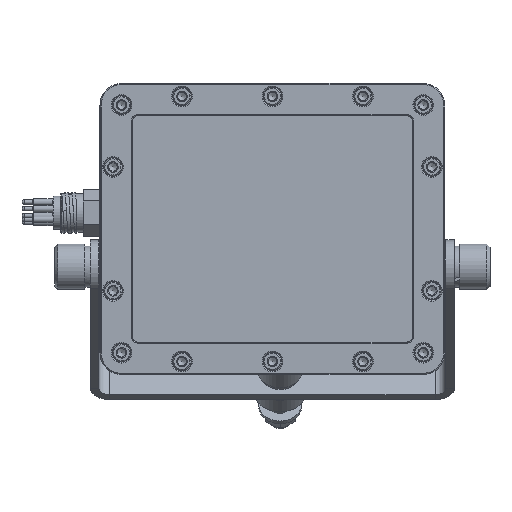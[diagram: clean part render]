
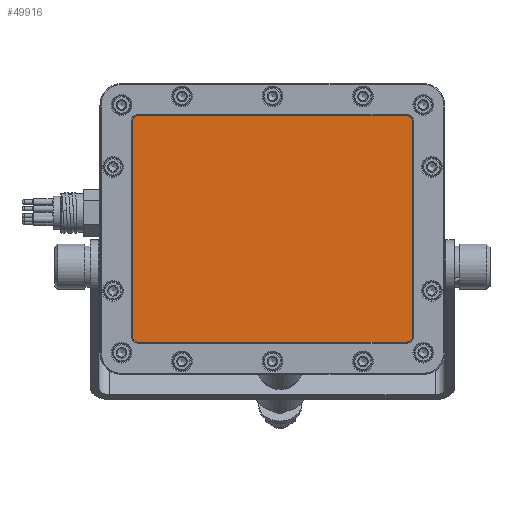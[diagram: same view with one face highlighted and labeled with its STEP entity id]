
A CAD part, top view. The second image highlights one B-rep face of the part: STEP entity #49916.
In plain terms, the highlighted planar face has unit normal (0, 0, 1).
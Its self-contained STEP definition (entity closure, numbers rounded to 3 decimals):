
#49916 = ADVANCED_FACE('',(#49917,#49987,#49998,#50009,#50020,#50031,
    #50042,#50053,#50064,#50075,#50086,#50097,#50108,#50119,#50130),
  #50141,.T.);
#49917 = FACE_BOUND('',#49918,.T.);
#49918 = EDGE_LOOP('',(#49919,#49929,#49938,#49946,#49955,#49963,#49972,
    #49980));
#49919 = ORIENTED_EDGE('',*,*,#49920,.T.);
#49920 = EDGE_CURVE('',#49921,#49923,#49925,.T.);
#49921 = VERTEX_POINT('',#49922);
#49922 = CARTESIAN_POINT('',(-83.636,50.,35.));
#49923 = VERTEX_POINT('',#49924);
#49924 = CARTESIAN_POINT('',(-83.636,-65.,35.));
#49925 = LINE('',#49926,#49927);
#49926 = CARTESIAN_POINT('',(-83.636,50.,35.));
#49927 = VECTOR('',#49928,1.);
#49928 = DIRECTION('',(0.,-1.,0.));
#49929 = ORIENTED_EDGE('',*,*,#49930,.T.);
#49930 = EDGE_CURVE('',#49923,#49931,#49933,.T.);
#49931 = VERTEX_POINT('',#49932);
#49932 = CARTESIAN_POINT('',(-73.636,-75.,35.));
#49933 = CIRCLE('',#49934,10.);
#49934 = AXIS2_PLACEMENT_3D('',#49935,#49936,#49937);
#49935 = CARTESIAN_POINT('',(-73.636,-65.,35.));
#49936 = DIRECTION('',(0.,0.,1.));
#49937 = DIRECTION('',(-1.,0.,0.));
#49938 = ORIENTED_EDGE('',*,*,#49939,.T.);
#49939 = EDGE_CURVE('',#49931,#49940,#49942,.T.);
#49940 = VERTEX_POINT('',#49941);
#49941 = CARTESIAN_POINT('',(66.364,-75.,35.));
#49942 = LINE('',#49943,#49944);
#49943 = CARTESIAN_POINT('',(-73.636,-75.,35.));
#49944 = VECTOR('',#49945,1.);
#49945 = DIRECTION('',(1.,0.,0.));
#49946 = ORIENTED_EDGE('',*,*,#49947,.T.);
#49947 = EDGE_CURVE('',#49940,#49948,#49950,.T.);
#49948 = VERTEX_POINT('',#49949);
#49949 = CARTESIAN_POINT('',(76.364,-65.,35.));
#49950 = CIRCLE('',#49951,10.);
#49951 = AXIS2_PLACEMENT_3D('',#49952,#49953,#49954);
#49952 = CARTESIAN_POINT('',(66.364,-65.,35.));
#49953 = DIRECTION('',(0.,0.,1.));
#49954 = DIRECTION('',(0.,-1.,0.));
#49955 = ORIENTED_EDGE('',*,*,#49956,.T.);
#49956 = EDGE_CURVE('',#49948,#49957,#49959,.T.);
#49957 = VERTEX_POINT('',#49958);
#49958 = CARTESIAN_POINT('',(76.364,50.,35.));
#49959 = LINE('',#49960,#49961);
#49960 = CARTESIAN_POINT('',(76.364,-65.,35.));
#49961 = VECTOR('',#49962,1.);
#49962 = DIRECTION('',(0.,1.,0.));
#49963 = ORIENTED_EDGE('',*,*,#49964,.T.);
#49964 = EDGE_CURVE('',#49957,#49965,#49967,.T.);
#49965 = VERTEX_POINT('',#49966);
#49966 = CARTESIAN_POINT('',(66.364,60.,35.));
#49967 = CIRCLE('',#49968,10.);
#49968 = AXIS2_PLACEMENT_3D('',#49969,#49970,#49971);
#49969 = CARTESIAN_POINT('',(66.364,50.,35.));
#49970 = DIRECTION('',(0.,0.,1.));
#49971 = DIRECTION('',(1.,0.,0.));
#49972 = ORIENTED_EDGE('',*,*,#49973,.T.);
#49973 = EDGE_CURVE('',#49965,#49974,#49976,.T.);
#49974 = VERTEX_POINT('',#49975);
#49975 = CARTESIAN_POINT('',(-73.636,60.,35.));
#49976 = LINE('',#49977,#49978);
#49977 = CARTESIAN_POINT('',(66.364,60.,35.));
#49978 = VECTOR('',#49979,1.);
#49979 = DIRECTION('',(-1.,0.,0.));
#49980 = ORIENTED_EDGE('',*,*,#49981,.T.);
#49981 = EDGE_CURVE('',#49974,#49921,#49982,.T.);
#49982 = CIRCLE('',#49983,10.);
#49983 = AXIS2_PLACEMENT_3D('',#49984,#49985,#49986);
#49984 = CARTESIAN_POINT('',(-73.636,50.,35.));
#49985 = DIRECTION('',(0.,0.,1.));
#49986 = DIRECTION('',(0.,1.,0.));
#49987 = FACE_BOUND('',#49988,.T.);
#49988 = EDGE_LOOP('',(#49989));
#49989 = ORIENTED_EDGE('',*,*,#49990,.F.);
#49990 = EDGE_CURVE('',#49991,#49991,#49993,.T.);
#49991 = VERTEX_POINT('',#49992);
#49992 = CARTESIAN_POINT('',(-73.636,-67.75,35.));
#49993 = CIRCLE('',#49994,2.75);
#49994 = AXIS2_PLACEMENT_3D('',#49995,#49996,#49997);
#49995 = CARTESIAN_POINT('',(-73.636,-65.,35.));
#49996 = DIRECTION('',(0.,0.,1.));
#49997 = DIRECTION('',(0.,-1.,0.));
#49998 = FACE_BOUND('',#49999,.T.);
#49999 = EDGE_LOOP('',(#50000));
#50000 = ORIENTED_EDGE('',*,*,#50001,.F.);
#50001 = EDGE_CURVE('',#50002,#50002,#50004,.T.);
#50002 = VERTEX_POINT('',#50003);
#50003 = CARTESIAN_POINT('',(-73.636,52.75,35.));
#50004 = CIRCLE('',#50005,2.75);
#50005 = AXIS2_PLACEMENT_3D('',#50006,#50007,#50008);
#50006 = CARTESIAN_POINT('',(-73.636,50.,35.));
#50007 = DIRECTION('',(0.,0.,1.));
#50008 = DIRECTION('',(0.,1.,0.));
#50009 = FACE_BOUND('',#50010,.T.);
#50010 = EDGE_LOOP('',(#50011));
#50011 = ORIENTED_EDGE('',*,*,#50012,.F.);
#50012 = EDGE_CURVE('',#50013,#50013,#50015,.T.);
#50013 = VERTEX_POINT('',#50014);
#50014 = CARTESIAN_POINT('',(66.364,-67.75,35.));
#50015 = CIRCLE('',#50016,2.75);
#50016 = AXIS2_PLACEMENT_3D('',#50017,#50018,#50019);
#50017 = CARTESIAN_POINT('',(66.364,-65.,35.));
#50018 = DIRECTION('',(0.,0.,1.));
#50019 = DIRECTION('',(0.,-1.,0.));
#50020 = FACE_BOUND('',#50021,.T.);
#50021 = EDGE_LOOP('',(#50022));
#50022 = ORIENTED_EDGE('',*,*,#50023,.F.);
#50023 = EDGE_CURVE('',#50024,#50024,#50026,.T.);
#50024 = VERTEX_POINT('',#50025);
#50025 = CARTESIAN_POINT('',(66.364,52.75,35.));
#50026 = CIRCLE('',#50027,2.75);
#50027 = AXIS2_PLACEMENT_3D('',#50028,#50029,#50030);
#50028 = CARTESIAN_POINT('',(66.364,50.,35.));
#50029 = DIRECTION('',(0.,0.,1.));
#50030 = DIRECTION('',(0.,1.,0.));
#50031 = FACE_BOUND('',#50032,.T.);
#50032 = EDGE_LOOP('',(#50033));
#50033 = ORIENTED_EDGE('',*,*,#50034,.F.);
#50034 = EDGE_CURVE('',#50035,#50035,#50037,.T.);
#50035 = VERTEX_POINT('',#50036);
#50036 = CARTESIAN_POINT('',(-45.636,56.75,35.));
#50037 = CIRCLE('',#50038,2.75);
#50038 = AXIS2_PLACEMENT_3D('',#50039,#50040,#50041);
#50039 = CARTESIAN_POINT('',(-45.636,54.,35.));
#50040 = DIRECTION('',(0.,0.,1.));
#50041 = DIRECTION('',(0.,1.,0.));
#50042 = FACE_BOUND('',#50043,.T.);
#50043 = EDGE_LOOP('',(#50044));
#50044 = ORIENTED_EDGE('',*,*,#50045,.F.);
#50045 = EDGE_CURVE('',#50046,#50046,#50048,.T.);
#50046 = VERTEX_POINT('',#50047);
#50047 = CARTESIAN_POINT('',(-3.636,56.75,35.));
#50048 = CIRCLE('',#50049,2.75);
#50049 = AXIS2_PLACEMENT_3D('',#50050,#50051,#50052);
#50050 = CARTESIAN_POINT('',(-3.636,54.,35.));
#50051 = DIRECTION('',(0.,0.,1.));
#50052 = DIRECTION('',(0.,1.,0.));
#50053 = FACE_BOUND('',#50054,.T.);
#50054 = EDGE_LOOP('',(#50055));
#50055 = ORIENTED_EDGE('',*,*,#50056,.F.);
#50056 = EDGE_CURVE('',#50057,#50057,#50059,.T.);
#50057 = VERTEX_POINT('',#50058);
#50058 = CARTESIAN_POINT('',(38.364,56.75,35.));
#50059 = CIRCLE('',#50060,2.75);
#50060 = AXIS2_PLACEMENT_3D('',#50061,#50062,#50063);
#50061 = CARTESIAN_POINT('',(38.364,54.,35.));
#50062 = DIRECTION('',(0.,0.,1.));
#50063 = DIRECTION('',(0.,1.,0.));
#50064 = FACE_BOUND('',#50065,.T.);
#50065 = EDGE_LOOP('',(#50066));
#50066 = ORIENTED_EDGE('',*,*,#50067,.F.);
#50067 = EDGE_CURVE('',#50068,#50068,#50070,.T.);
#50068 = VERTEX_POINT('',#50069);
#50069 = CARTESIAN_POINT('',(70.364,24.,35.));
#50070 = CIRCLE('',#50071,2.75);
#50071 = AXIS2_PLACEMENT_3D('',#50072,#50073,#50074);
#50072 = CARTESIAN_POINT('',(70.364,21.25,35.));
#50073 = DIRECTION('',(0.,0.,1.));
#50074 = DIRECTION('',(0.,1.,0.));
#50075 = FACE_BOUND('',#50076,.T.);
#50076 = EDGE_LOOP('',(#50077));
#50077 = ORIENTED_EDGE('',*,*,#50078,.F.);
#50078 = EDGE_CURVE('',#50079,#50079,#50081,.T.);
#50079 = VERTEX_POINT('',#50080);
#50080 = CARTESIAN_POINT('',(70.364,-33.5,35.));
#50081 = CIRCLE('',#50082,2.75);
#50082 = AXIS2_PLACEMENT_3D('',#50083,#50084,#50085);
#50083 = CARTESIAN_POINT('',(70.364,-36.25,35.));
#50084 = DIRECTION('',(0.,0.,1.));
#50085 = DIRECTION('',(0.,1.,0.));
#50086 = FACE_BOUND('',#50087,.T.);
#50087 = EDGE_LOOP('',(#50088));
#50088 = ORIENTED_EDGE('',*,*,#50089,.F.);
#50089 = EDGE_CURVE('',#50090,#50090,#50092,.T.);
#50090 = VERTEX_POINT('',#50091);
#50091 = CARTESIAN_POINT('',(38.364,-66.25,35.));
#50092 = CIRCLE('',#50093,2.75);
#50093 = AXIS2_PLACEMENT_3D('',#50094,#50095,#50096);
#50094 = CARTESIAN_POINT('',(38.364,-69.,35.));
#50095 = DIRECTION('',(0.,0.,1.));
#50096 = DIRECTION('',(0.,1.,0.));
#50097 = FACE_BOUND('',#50098,.T.);
#50098 = EDGE_LOOP('',(#50099));
#50099 = ORIENTED_EDGE('',*,*,#50100,.F.);
#50100 = EDGE_CURVE('',#50101,#50101,#50103,.T.);
#50101 = VERTEX_POINT('',#50102);
#50102 = CARTESIAN_POINT('',(-3.636,-66.25,35.));
#50103 = CIRCLE('',#50104,2.75);
#50104 = AXIS2_PLACEMENT_3D('',#50105,#50106,#50107);
#50105 = CARTESIAN_POINT('',(-3.636,-69.,35.));
#50106 = DIRECTION('',(0.,0.,1.));
#50107 = DIRECTION('',(0.,1.,0.));
#50108 = FACE_BOUND('',#50109,.T.);
#50109 = EDGE_LOOP('',(#50110));
#50110 = ORIENTED_EDGE('',*,*,#50111,.F.);
#50111 = EDGE_CURVE('',#50112,#50112,#50114,.T.);
#50112 = VERTEX_POINT('',#50113);
#50113 = CARTESIAN_POINT('',(-45.636,-66.25,35.));
#50114 = CIRCLE('',#50115,2.75);
#50115 = AXIS2_PLACEMENT_3D('',#50116,#50117,#50118);
#50116 = CARTESIAN_POINT('',(-45.636,-69.,35.));
#50117 = DIRECTION('',(0.,0.,1.));
#50118 = DIRECTION('',(0.,1.,0.));
#50119 = FACE_BOUND('',#50120,.T.);
#50120 = EDGE_LOOP('',(#50121));
#50121 = ORIENTED_EDGE('',*,*,#50122,.F.);
#50122 = EDGE_CURVE('',#50123,#50123,#50125,.T.);
#50123 = VERTEX_POINT('',#50124);
#50124 = CARTESIAN_POINT('',(-77.636,-33.5,35.));
#50125 = CIRCLE('',#50126,2.75);
#50126 = AXIS2_PLACEMENT_3D('',#50127,#50128,#50129);
#50127 = CARTESIAN_POINT('',(-77.636,-36.25,35.));
#50128 = DIRECTION('',(0.,0.,1.));
#50129 = DIRECTION('',(0.,1.,0.));
#50130 = FACE_BOUND('',#50131,.T.);
#50131 = EDGE_LOOP('',(#50132));
#50132 = ORIENTED_EDGE('',*,*,#50133,.F.);
#50133 = EDGE_CURVE('',#50134,#50134,#50136,.T.);
#50134 = VERTEX_POINT('',#50135);
#50135 = CARTESIAN_POINT('',(-77.636,24.,35.));
#50136 = CIRCLE('',#50137,2.75);
#50137 = AXIS2_PLACEMENT_3D('',#50138,#50139,#50140);
#50138 = CARTESIAN_POINT('',(-77.636,21.25,35.));
#50139 = DIRECTION('',(0.,0.,1.));
#50140 = DIRECTION('',(0.,1.,0.));
#50141 = PLANE('',#50142);
#50142 = AXIS2_PLACEMENT_3D('',#50143,#50144,#50145);
#50143 = CARTESIAN_POINT('',(-3.636,-5.,35.));
#50144 = DIRECTION('',(0.,0.,1.));
#50145 = DIRECTION('',(0.,1.,0.));
